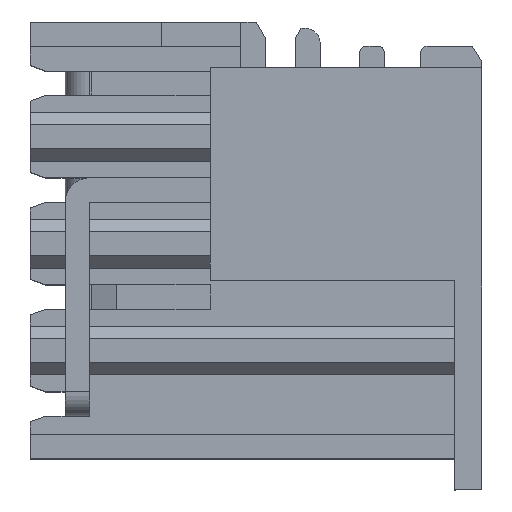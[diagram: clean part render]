
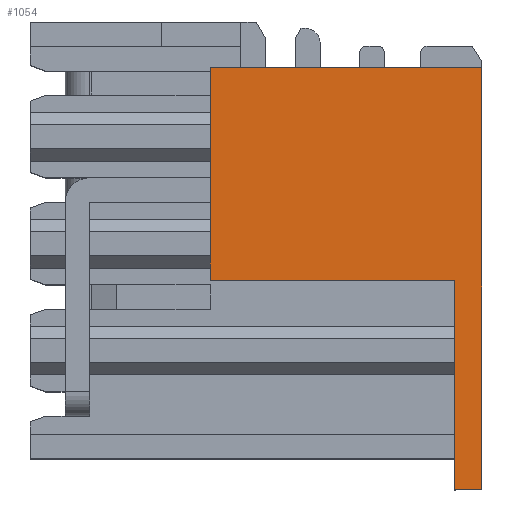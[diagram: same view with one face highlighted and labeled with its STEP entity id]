
A CAD part, top view. The second image highlights one B-rep face of the part: STEP entity #1054.
In plain terms, the highlighted planar face has unit normal (0, 0, 1).
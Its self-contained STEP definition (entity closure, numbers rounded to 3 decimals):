
#1054 = ADVANCED_FACE( '', ( #2310 ), #2311, .F. );
#2310 = FACE_OUTER_BOUND( '', #3764, .T. );
#2311 = PLANE( '', #3765 );
#3764 = EDGE_LOOP( '', ( #7029, #7030, #7031, #7032, #7033, #7034 ) );
#3765 = AXIS2_PLACEMENT_3D( '', #7035, #7036, #7037 );
#7029 = ORIENTED_EDGE( '', *, *, #10165, .F. );
#7030 = ORIENTED_EDGE( '', *, *, #9668, .F. );
#7031 = ORIENTED_EDGE( '', *, *, #10057, .T. );
#7032 = ORIENTED_EDGE( '', *, *, #9598, .F. );
#7033 = ORIENTED_EDGE( '', *, *, #9526, .F. );
#7034 = ORIENTED_EDGE( '', *, *, #10000, .F. );
#7035 = CARTESIAN_POINT( '', ( 76.8, -8.35, -1.275 ) );
#7036 = DIRECTION( '', ( 0., 0., -1. ) );
#7037 = DIRECTION( '', ( 0., 1., 0. ) );
#9526 = EDGE_CURVE( '', #11785, #11775, #11787, .T. );
#9598 = EDGE_CURVE( '', #11775, #11905, #11906, .T. );
#9668 = EDGE_CURVE( '', #12011, #12006, #12013, .T. );
#10000 = EDGE_CURVE( '', #12482, #11785, #12484, .T. );
#10057 = EDGE_CURVE( '', #12011, #11905, #12565, .T. );
#10165 = EDGE_CURVE( '', #12006, #12482, #12700, .T. );
#11775 = VERTEX_POINT( '', #14912 );
#11785 = VERTEX_POINT( '', #14927 );
#11787 = LINE( '', #14930, #14931 );
#11905 = VERTEX_POINT( '', #15108 );
#11906 = LINE( '', #15109, #15110 );
#12006 = VERTEX_POINT( '', #15259 );
#12011 = VERTEX_POINT( '', #15266 );
#12013 = LINE( '', #15269, #15270 );
#12482 = VERTEX_POINT( '', #15989 );
#12484 = LINE( '', #15992, #15993 );
#12565 = LINE( '', #16119, #16120 );
#12700 = LINE( '', #16322, #16323 );
#14912 = CARTESIAN_POINT( '', ( 76.8, -23.65, -1.275 ) );
#14927 = CARTESIAN_POINT( '', ( 76.8, -9.85, -1.275 ) );
#14930 = CARTESIAN_POINT( '', ( 76.8, -8.35, -1.275 ) );
#14931 = VECTOR( '', #17566, 1000. );
#15108 = CARTESIAN_POINT( '', ( 75.9, -23.65, -1.275 ) );
#15109 = CARTESIAN_POINT( '', ( 76.8, -23.65, -1.275 ) );
#15110 = VECTOR( '', #17638, 1000. );
#15259 = CARTESIAN_POINT( '', ( 67.9, -16.8, -1.275 ) );
#15266 = CARTESIAN_POINT( '', ( 75.9, -16.8, -1.275 ) );
#15269 = CARTESIAN_POINT( '', ( 76.8, -16.8, -1.275 ) );
#15270 = VECTOR( '', #17691, 1000. );
#15989 = CARTESIAN_POINT( '', ( 67.9, -9.85, -1.275 ) );
#15992 = CARTESIAN_POINT( '', ( 76.8, -9.85, -1.275 ) );
#15993 = VECTOR( '', #17955, 1000. );
#16119 = CARTESIAN_POINT( '', ( 75.9, -8.35, -1.275 ) );
#16120 = VECTOR( '', #18001, 1000. );
#16322 = CARTESIAN_POINT( '', ( 67.9, -8.35, -1.275 ) );
#16323 = VECTOR( '', #18084, 1000. );
#17566 = DIRECTION( '', ( 0., -1., 0. ) );
#17638 = DIRECTION( '', ( -1., 0., 0. ) );
#17691 = DIRECTION( '', ( -1., 0., 0. ) );
#17955 = DIRECTION( '', ( 1., 0., 0. ) );
#18001 = DIRECTION( '', ( 0., -1., 0. ) );
#18084 = DIRECTION( '', ( 0., 1., 0. ) );
